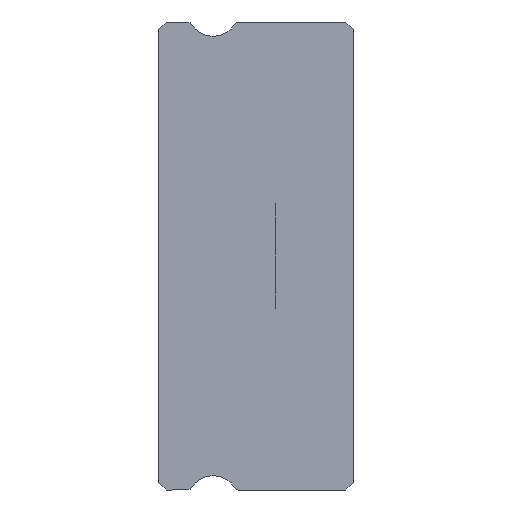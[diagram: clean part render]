
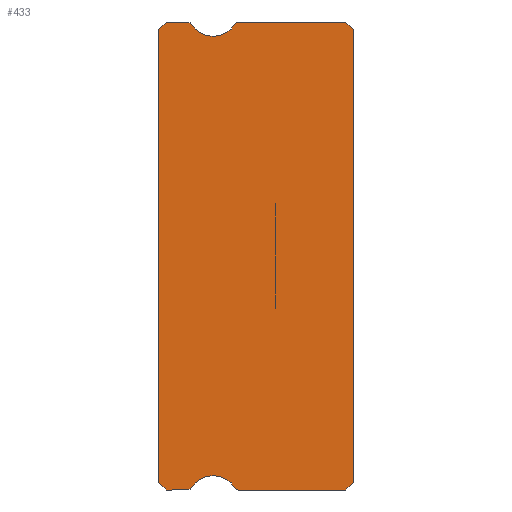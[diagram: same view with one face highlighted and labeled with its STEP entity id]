
A CAD part, left-side view. The second image highlights one B-rep face of the part: STEP entity #433.
In plain terms, the highlighted planar face has unit normal (-1, 0, 0).
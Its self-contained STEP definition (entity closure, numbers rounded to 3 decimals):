
#6 = EDGE_CURVE ( 'NONE', #1407, #292, #180, .T. ) ;
#18 = ORIENTED_EDGE ( 'NONE', *, *, #4121, .F. ) ;
#20 = ORIENTED_EDGE ( 'NONE', *, *, #3551, .T. ) ;
#56 = DIRECTION ( 'NONE',  ( 0., 0., -1. ) ) ;
#77 = ORIENTED_EDGE ( 'NONE', *, *, #4295, .F. ) ;
#116 = DIRECTION ( 'NONE',  ( 0., 0., 1. ) ) ;
#122 = FACE_OUTER_BOUND ( 'NONE', #1221, .T. ) ;
#163 = LINE ( 'NONE', #187, #299 ) ;
#180 = LINE ( 'NONE', #1577, #4020 ) ;
#183 = VERTEX_POINT ( 'NONE', #2449 ) ;
#187 = CARTESIAN_POINT ( 'NONE',  ( -5., 0., 8.7 ) ) ;
#207 = AXIS2_PLACEMENT_3D ( 'NONE', #3363, #732, #454 ) ;
#263 = CARTESIAN_POINT ( 'NONE',  ( -5., 0., 8.7 ) ) ;
#292 = VERTEX_POINT ( 'NONE', #3786 ) ;
#299 = VECTOR ( 'NONE', #116, 1000. ) ;
#307 = LINE ( 'NONE', #3428, #334 ) ;
#308 = DIRECTION ( 'NONE',  ( 0., 0., -1. ) ) ;
#312 = ORIENTED_EDGE ( 'NONE', *, *, #2661, .F. ) ;
#314 = ORIENTED_EDGE ( 'NONE', *, *, #347, .F. ) ;
#334 = VECTOR ( 'NONE', #1680, 1000. ) ;
#347 = EDGE_CURVE ( 'NONE', #563, #3710, #3722, .T. ) ;
#433 = ADVANCED_FACE ( 'NONE', ( #122 ), #2913, .F. ) ;
#454 = DIRECTION ( 'NONE',  ( 0., 0., -1. ) ) ;
#456 = ORIENTED_EDGE ( 'NONE', *, *, #1370, .F. ) ;
#469 = LINE ( 'NONE', #3860, #3508 ) ;
#471 = VERTEX_POINT ( 'NONE', #1856 ) ;
#493 = DIRECTION ( 'NONE',  ( 0., 0., -1. ) ) ;
#563 = VERTEX_POINT ( 'NONE', #2648 ) ;
#578 = DIRECTION ( 'NONE',  ( 1., 0., 0. ) ) ;
#649 = DIRECTION ( 'NONE',  ( -1., 0., 0. ) ) ;
#654 = CARTESIAN_POINT ( 'NONE',  ( -5., 7.2, -9. ) ) ;
#686 = DIRECTION ( 'NONE',  ( 0., 0., 1. ) ) ;
#694 = CARTESIAN_POINT ( 'NONE',  ( -5., 7.5, 8.7 ) ) ;
#732 = DIRECTION ( 'NONE',  ( -1., 0., 0. ) ) ;
#734 = VERTEX_POINT ( 'NONE', #2450 ) ;
#814 = VERTEX_POINT ( 'NONE', #1540 ) ;
#859 = DIRECTION ( 'NONE',  ( 0., -1., 0. ) ) ;
#883 = CARTESIAN_POINT ( 'NONE',  ( -5., 4.547, 8.928 ) ) ;
#893 = CARTESIAN_POINT ( 'NONE',  ( -5., 6.381, 8.85 ) ) ;
#1074 = ORIENTED_EDGE ( 'NONE', *, *, #1533, .T. ) ;
#1135 = EDGE_CURVE ( 'NONE', #1287, #2912, #307, .T. ) ;
#1190 = CARTESIAN_POINT ( 'NONE',  ( -5., 7.2, 9. ) ) ;
#1201 = LINE ( 'NONE', #2561, #2338 ) ;
#1221 = EDGE_LOOP ( 'NONE', ( #314, #20, #1074, #2722, #18, #456, #3368, #77, #4370, #3998, #2386, #3506, #4233, #3627, #312, #2453, #3417 ) ) ;
#1249 = CARTESIAN_POINT ( 'NONE',  ( -5., 4.419, 9. ) ) ;
#1277 = VECTOR ( 'NONE', #3056, 1000. ) ;
#1287 = VERTEX_POINT ( 'NONE', #1249 ) ;
#1370 = EDGE_CURVE ( 'NONE', #292, #1599, #4373, .T. ) ;
#1407 = VERTEX_POINT ( 'NONE', #2006 ) ;
#1417 = VERTEX_POINT ( 'NONE', #2394 ) ;
#1430 = CIRCLE ( 'NONE', #1591, 0.15 ) ;
#1529 = DIRECTION ( 'NONE',  ( 0., 1., 0. ) ) ;
#1533 = EDGE_CURVE ( 'NONE', #2891, #814, #1201, .T. ) ;
#1540 = CARTESIAN_POINT ( 'NONE',  ( -5., 6.381, -9. ) ) ;
#1548 = VERTEX_POINT ( 'NONE', #883 ) ;
#1577 = CARTESIAN_POINT ( 'NONE',  ( -5., 6.381, -9. ) ) ;
#1591 = AXIS2_PLACEMENT_3D ( 'NONE', #893, #2939, #3537 ) ;
#1599 = VERTEX_POINT ( 'NONE', #3708 ) ;
#1680 = DIRECTION ( 'NONE',  ( 0., -1., 0. ) ) ;
#1705 = VECTOR ( 'NONE', #686, 1000. ) ;
#1717 = CARTESIAN_POINT ( 'NONE',  ( -5., 7.5, 8.85 ) ) ;
#1776 = LINE ( 'NONE', #3137, #3220 ) ;
#1812 = AXIS2_PLACEMENT_3D ( 'NONE', #2675, #649, #56 ) ;
#1844 = VERTEX_POINT ( 'NONE', #1190 ) ;
#1856 = CARTESIAN_POINT ( 'NONE',  ( -5., 6.253, -8.928 ) ) ;
#1858 = DIRECTION ( 'NONE',  ( 1., 0., 0. ) ) ;
#2006 = CARTESIAN_POINT ( 'NONE',  ( -5., 0.3, -9. ) ) ;
#2184 = DIRECTION ( 'NONE',  ( 0., 0., -1. ) ) ;
#2252 = EDGE_CURVE ( 'NONE', #734, #3568, #163, .T. ) ;
#2312 = CIRCLE ( 'NONE', #1812, 1. ) ;
#2338 = VECTOR ( 'NONE', #859, 1000. ) ;
#2365 = CIRCLE ( 'NONE', #2715, 1. ) ;
#2386 = ORIENTED_EDGE ( 'NONE', *, *, #1135, .F. ) ;
#2394 = CARTESIAN_POINT ( 'NONE',  ( -5., 6.381, 9. ) ) ;
#2449 = CARTESIAN_POINT ( 'NONE',  ( -5., 5.4, 8.45 ) ) ;
#2450 = CARTESIAN_POINT ( 'NONE',  ( -5., 0., -8.7 ) ) ;
#2453 = ORIENTED_EDGE ( 'NONE', *, *, #3090, .T. ) ;
#2472 = CARTESIAN_POINT ( 'NONE',  ( -5., 0.3, 9. ) ) ;
#2525 = LINE ( 'NONE', #2570, #2970 ) ;
#2543 = DIRECTION ( 'NONE',  ( 0., 1., 0. ) ) ;
#2561 = CARTESIAN_POINT ( 'NONE',  ( -5., 6.381, -9. ) ) ;
#2570 = CARTESIAN_POINT ( 'NONE',  ( -5., 7.2, 9. ) ) ;
#2593 = CARTESIAN_POINT ( 'NONE',  ( -5., 4.419, 8.85 ) ) ;
#2648 = CARTESIAN_POINT ( 'NONE',  ( -5., 7.5, -8.7 ) ) ;
#2657 = EDGE_CURVE ( 'NONE', #3004, #183, #2365, .T. ) ;
#2661 = EDGE_CURVE ( 'NONE', #1417, #3004, #1430, .T. ) ;
#2675 = CARTESIAN_POINT ( 'NONE',  ( -5., 5.4, -9.45 ) ) ;
#2715 = AXIS2_PLACEMENT_3D ( 'NONE', #3836, #3511, #2184 ) ;
#2722 = ORIENTED_EDGE ( 'NONE', *, *, #4343, .F. ) ;
#2799 = CIRCLE ( 'NONE', #4123, 0.15 ) ;
#2848 = DIRECTION ( 'NONE',  ( 1., 0., 0. ) ) ;
#2850 = CARTESIAN_POINT ( 'NONE',  ( -5., 6.381, -8.85 ) ) ;
#2870 = EDGE_CURVE ( 'NONE', #1844, #3710, #1776, .T. ) ;
#2891 = VERTEX_POINT ( 'NONE', #3457 ) ;
#2912 = VERTEX_POINT ( 'NONE', #2472 ) ;
#2913 = PLANE ( 'NONE',  #3108 ) ;
#2939 = DIRECTION ( 'NONE',  ( 1., 0., 0. ) ) ;
#2963 = LINE ( 'NONE', #3357, #3238 ) ;
#2970 = VECTOR ( 'NONE', #2543, 1000. ) ;
#3004 = VERTEX_POINT ( 'NONE', #3226 ) ;
#3048 = DIRECTION ( 'NONE',  ( 0., 0.707, -0.707 ) ) ;
#3056 = DIRECTION ( 'NONE',  ( 0., -0.707, -0.707 ) ) ;
#3090 = EDGE_CURVE ( 'NONE', #1417, #1844, #2525, .T. ) ;
#3108 = AXIS2_PLACEMENT_3D ( 'NONE', #4257, #2848, #493 ) ;
#3137 = CARTESIAN_POINT ( 'NONE',  ( -5., 7.5, 8.7 ) ) ;
#3151 = CIRCLE ( 'NONE', #4277, 0.15 ) ;
#3220 = VECTOR ( 'NONE', #3048, 1000. ) ;
#3226 = CARTESIAN_POINT ( 'NONE',  ( -5., 6.253, 8.928 ) ) ;
#3238 = VECTOR ( 'NONE', #4309, 1000. ) ;
#3357 = CARTESIAN_POINT ( 'NONE',  ( -5., 0.3, 9. ) ) ;
#3363 = CARTESIAN_POINT ( 'NONE',  ( -5., 5.4, 9.45 ) ) ;
#3368 = ORIENTED_EDGE ( 'NONE', *, *, #6, .F. ) ;
#3417 = ORIENTED_EDGE ( 'NONE', *, *, #2870, .T. ) ;
#3428 = CARTESIAN_POINT ( 'NONE',  ( -5., 6.381, 9. ) ) ;
#3457 = CARTESIAN_POINT ( 'NONE',  ( -5., 7.2, -9. ) ) ;
#3506 = ORIENTED_EDGE ( 'NONE', *, *, #4328, .F. ) ;
#3508 = VECTOR ( 'NONE', #4167, 1000. ) ;
#3510 = DIRECTION ( 'NONE',  ( 1., 0., 0. ) ) ;
#3511 = DIRECTION ( 'NONE',  ( -1., 0., 0. ) ) ;
#3536 = DIRECTION ( 'NONE',  ( 0., 0., -1. ) ) ;
#3537 = DIRECTION ( 'NONE',  ( 0., 0., -1. ) ) ;
#3551 = EDGE_CURVE ( 'NONE', #563, #2891, #3711, .T. ) ;
#3568 = VERTEX_POINT ( 'NONE', #263 ) ;
#3608 = AXIS2_PLACEMENT_3D ( 'NONE', #3944, #578, #308 ) ;
#3627 = ORIENTED_EDGE ( 'NONE', *, *, #2657, .F. ) ;
#3652 = EDGE_CURVE ( 'NONE', #183, #1548, #4153, .T. ) ;
#3708 = CARTESIAN_POINT ( 'NONE',  ( -5., 4.547, -8.928 ) ) ;
#3710 = VERTEX_POINT ( 'NONE', #694 ) ;
#3711 = LINE ( 'NONE', #654, #1277 ) ;
#3722 = LINE ( 'NONE', #1717, #1705 ) ;
#3786 = CARTESIAN_POINT ( 'NONE',  ( -5., 4.419, -9. ) ) ;
#3836 = CARTESIAN_POINT ( 'NONE',  ( -5., 5.4, 9.45 ) ) ;
#3860 = CARTESIAN_POINT ( 'NONE',  ( -5., 0., -8.7 ) ) ;
#3886 = DIRECTION ( 'NONE',  ( 0., 0., -1. ) ) ;
#3944 = CARTESIAN_POINT ( 'NONE',  ( -5., 4.419, -8.85 ) ) ;
#3998 = ORIENTED_EDGE ( 'NONE', *, *, #4072, .F. ) ;
#4020 = VECTOR ( 'NONE', #1529, 1000. ) ;
#4072 = EDGE_CURVE ( 'NONE', #2912, #3568, #2963, .T. ) ;
#4121 = EDGE_CURVE ( 'NONE', #1599, #471, #2312, .T. ) ;
#4123 = AXIS2_PLACEMENT_3D ( 'NONE', #2850, #3510, #3886 ) ;
#4153 = CIRCLE ( 'NONE', #207, 1. ) ;
#4167 = DIRECTION ( 'NONE',  ( 0., 0.707, -0.707 ) ) ;
#4233 = ORIENTED_EDGE ( 'NONE', *, *, #3652, .F. ) ;
#4257 = CARTESIAN_POINT ( 'NONE',  ( -5., 6.381, 8.85 ) ) ;
#4277 = AXIS2_PLACEMENT_3D ( 'NONE', #2593, #1858, #3536 ) ;
#4295 = EDGE_CURVE ( 'NONE', #734, #1407, #469, .T. ) ;
#4309 = DIRECTION ( 'NONE',  ( 0., -0.707, -0.707 ) ) ;
#4328 = EDGE_CURVE ( 'NONE', #1548, #1287, #3151, .T. ) ;
#4343 = EDGE_CURVE ( 'NONE', #471, #814, #2799, .T. ) ;
#4370 = ORIENTED_EDGE ( 'NONE', *, *, #2252, .T. ) ;
#4373 = CIRCLE ( 'NONE', #3608, 0.15 ) ;
